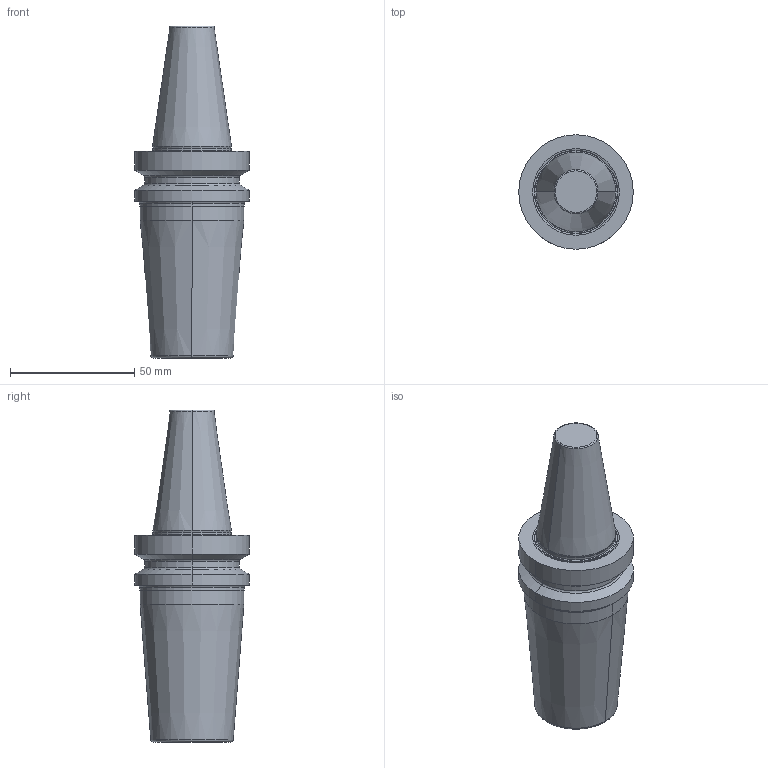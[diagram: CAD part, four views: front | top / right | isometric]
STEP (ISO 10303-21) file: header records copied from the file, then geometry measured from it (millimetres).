
FILE_DESCRIPTION((''),'2;1');
FILE_NAME('607635325-000-00-E43','2022-01-07T10:57:35',('bahnemannr'),(''),'CREO PARAMETRIC BY PTC INC, 2019030','CREO PARAMETRIC BY PTC INC, 2019030','');
FILE_SCHEMA(('AP242_MANAGED_MODEL_BASED_3D_ENGINEERING_MIM_LF { 1 0 10303 442 1 1 4 }'));
Length unit declared in the file: millimetre
Products named in the file (1): 607635325-000-00-E43
Bounding box: 46 x 46 x 133.4 mm (x, y, z)
Volume: 110589.6 mm3; surface area: 20275.2 mm2
Topology: 1 solids, 1 shells, 51 faces, 100 edges, 56 vertices
Faces by surface type: torus 18, cylinder 14, cone 12, plane 7
Entity records: 2179 total; most frequent: DIRECTION 284, CARTESIAN_POINT 213, ORIENTED_EDGE 200, AXIS2_PLACEMENT_3D 129, PRESENTATION_STYLE_ASSIGNMENT 104, STYLED_ITEM 104, CURVE_STYLE 103, EDGE_CURVE 100
